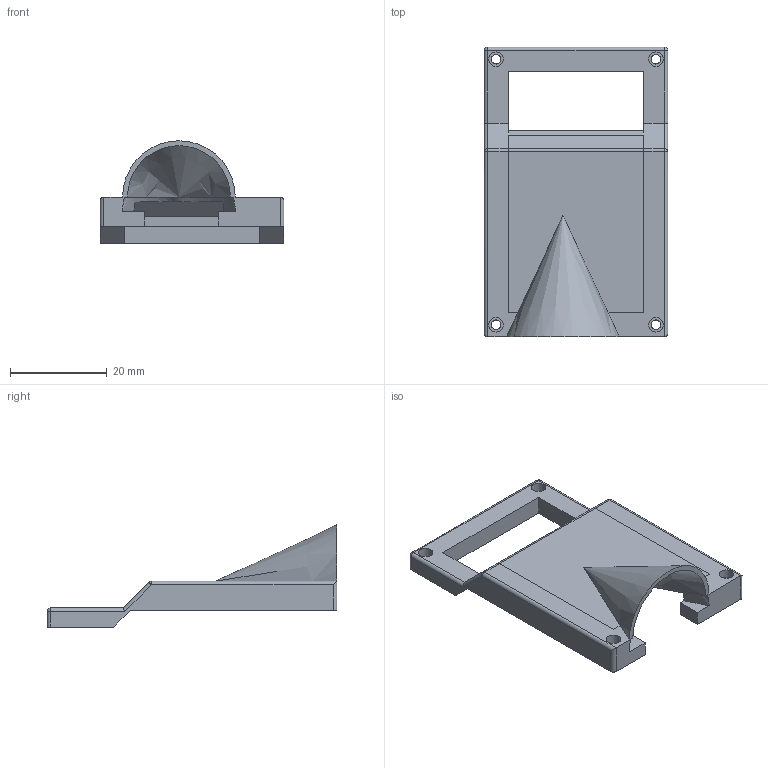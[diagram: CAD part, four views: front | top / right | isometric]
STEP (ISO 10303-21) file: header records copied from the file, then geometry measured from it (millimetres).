
FILE_DESCRIPTION(('FreeCAD Model'),'2;1');
FILE_NAME( 'top_plate.step', '2020-11-09T22:02:44',('Author'),(''), 'Open CASCADE STEP processor 7.4','FreeCAD','Unknown');
FILE_SCHEMA(('AUTOMOTIVE_DESIGN { 1 0 10303 214 1 1 1 1 }'));
Length unit declared in the file: millimetre
Products named in the file (1): top_plate_complete_with_dome_w_fillet
Bounding box: 37.94 x 59.78 x 21.12 mm (x, y, z)
Volume: 5085.8 mm3; surface area: 6338 mm2
Topology: 1 solids, 1 shells, 75 faces, 192 edges, 112 vertices
Faces by surface type: plane 46, cylinder 22, sphere 4, cone 3
Full cylindrical faces by diameter (mm): 2 x4, 3 x4
Entity records: 4842 total; most frequent: CARTESIAN_POINT 1034, DIRECTION 718, LINE 439, VECTOR 439, ORIENTED_EDGE 372, PCURVE 372, DEFINITIONAL_REPRESENTATION 372, EDGE_CURVE 186
